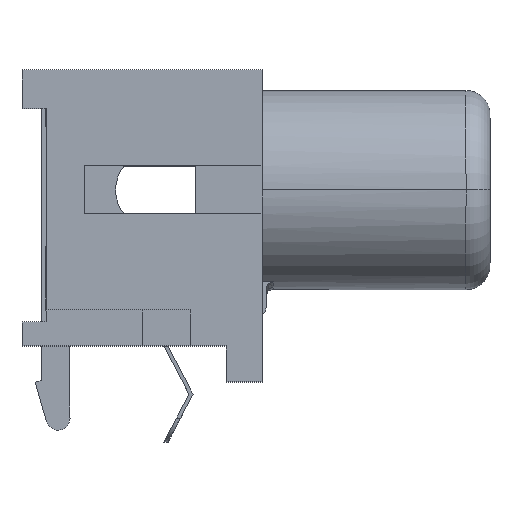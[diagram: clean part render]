
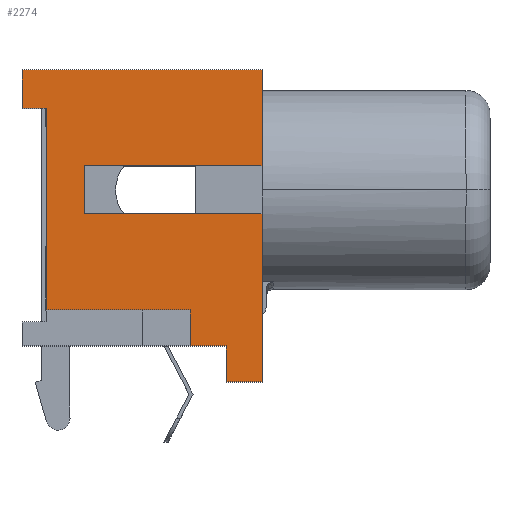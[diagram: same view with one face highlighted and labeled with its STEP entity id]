
A CAD part, top view. The second image highlights one B-rep face of the part: STEP entity #2274.
In plain terms, the highlighted planar face has unit normal (0, 0, 1).
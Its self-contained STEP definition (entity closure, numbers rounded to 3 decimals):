
#53=DIRECTION('',(0.,1.,0.));
#54=VECTOR('',#53,8.4);
#55=CARTESIAN_POINT('',(1.,-5.,5.));
#56=LINE('',#55,#54);
#192=DIRECTION('',(-1.,0.,0.));
#193=VECTOR('',#192,7.4);
#194=CARTESIAN_POINT('',(10.,-1.,5.));
#195=LINE('',#194,#193);
#204=DIRECTION('',(0.,1.,0.));
#205=VECTOR('',#204,2.);
#206=CARTESIAN_POINT('',(2.6,-1.,5.));
#207=LINE('',#206,#205);
#228=DIRECTION('',(1.,0.,0.));
#229=VECTOR('',#228,7.4);
#230=CARTESIAN_POINT('',(2.6,1.,5.));
#231=LINE('',#230,#229);
#237=DIRECTION('',(0.,-1.,0.));
#238=VECTOR('',#237,4.);
#239=CARTESIAN_POINT('',(10.,5.,5.));
#240=LINE('',#239,#238);
#241=DIRECTION('',(0.,-1.,0.));
#242=VECTOR('',#241,7.);
#243=CARTESIAN_POINT('',(10.,-1.,5.));
#244=LINE('',#243,#242);
#253=DIRECTION('',(-1.,0.,0.));
#254=VECTOR('',#253,1.5);
#255=CARTESIAN_POINT('',(10.,-8.,5.));
#256=LINE('',#255,#254);
#1231=DIRECTION('',(1.,0.,0.));
#1232=VECTOR('',#1231,6.);
#1233=CARTESIAN_POINT('',(1.,-5.,5.));
#1234=LINE('',#1233,#1232);
#1251=DIRECTION('',(0.,1.,0.));
#1252=VECTOR('',#1251,1.5);
#1253=CARTESIAN_POINT('',(7.,-6.5,5.));
#1254=LINE('',#1253,#1252);
#1259=DIRECTION('',(1.,0.,0.));
#1260=VECTOR('',#1259,1.5);
#1261=CARTESIAN_POINT('',(7.,-6.5,5.));
#1262=LINE('',#1261,#1260);
#1303=DIRECTION('',(0.,-1.,0.));
#1304=VECTOR('',#1303,1.5);
#1305=CARTESIAN_POINT('',(8.5,-6.5,5.));
#1306=LINE('',#1305,#1304);
#1319=DIRECTION('',(-1.,0.,0.));
#1320=VECTOR('',#1319,1.);
#1321=CARTESIAN_POINT('',(1.,3.4,5.));
#1322=LINE('',#1321,#1320);
#1327=DIRECTION('',(0.,-1.,0.));
#1328=VECTOR('',#1327,1.6);
#1329=CARTESIAN_POINT('',(0.,5.,5.));
#1330=LINE('',#1329,#1328);
#1339=DIRECTION('',(-1.,0.,0.));
#1340=VECTOR('',#1339,10.);
#1341=CARTESIAN_POINT('',(10.,5.,5.));
#1342=LINE('',#1341,#1340);
#1507=CARTESIAN_POINT('',(10.,-8.,5.));
#1508=VERTEX_POINT('',#1507);
#1541=CARTESIAN_POINT('',(10.,-1.,5.));
#1542=CARTESIAN_POINT('',(2.6,-1.,5.));
#1543=VERTEX_POINT('',#1541);
#1544=VERTEX_POINT('',#1542);
#1545=CARTESIAN_POINT('',(2.6,1.,5.));
#1546=VERTEX_POINT('',#1545);
#1547=CARTESIAN_POINT('',(10.,1.,5.));
#1548=VERTEX_POINT('',#1547);
#1549=CARTESIAN_POINT('',(10.,5.,5.));
#1550=CARTESIAN_POINT('',(0.,5.,5.));
#1551=VERTEX_POINT('',#1549);
#1552=VERTEX_POINT('',#1550);
#1553=CARTESIAN_POINT('',(0.,3.4,5.));
#1554=VERTEX_POINT('',#1553);
#1555=CARTESIAN_POINT('',(1.,-5.,5.));
#1556=CARTESIAN_POINT('',(7.,-5.,5.));
#1557=VERTEX_POINT('',#1555);
#1558=VERTEX_POINT('',#1556);
#1559=CARTESIAN_POINT('',(7.,-6.5,5.));
#1560=CARTESIAN_POINT('',(8.5,-6.5,5.));
#1561=VERTEX_POINT('',#1559);
#1562=VERTEX_POINT('',#1560);
#1563=CARTESIAN_POINT('',(8.5,-8.,5.));
#1564=VERTEX_POINT('',#1563);
#1629=CARTESIAN_POINT('',(1.,3.4,5.));
#1631=VERTEX_POINT('',#1629);
#2244=CARTESIAN_POINT('',(5.,-1.5,5.));
#2245=DIRECTION('',(0.,0.,1.));
#2246=DIRECTION('',(-1.,0.,0.));
#2247=AXIS2_PLACEMENT_3D('',#2244,#2245,#2246);
#2248=PLANE('',#2247);
#2250=ORIENTED_EDGE('',*,*,#2249,.T.);
#2252=ORIENTED_EDGE('',*,*,#2251,.F.);
#2254=ORIENTED_EDGE('',*,*,#2253,.F.);
#2256=ORIENTED_EDGE('',*,*,#2255,.T.);
#2258=ORIENTED_EDGE('',*,*,#2257,.F.);
#2259=ORIENTED_EDGE('',*,*,#1936,.T.);
#2261=ORIENTED_EDGE('',*,*,#2260,.T.);
#2263=ORIENTED_EDGE('',*,*,#2262,.F.);
#2265=ORIENTED_EDGE('',*,*,#2264,.F.);
#2266=ORIENTED_EDGE('',*,*,#2232,.T.);
#2267=ORIENTED_EDGE('',*,*,#2221,.F.);
#2268=ORIENTED_EDGE('',*,*,#2203,.F.);
#2269=ORIENTED_EDGE('',*,*,#2188,.F.);
#2271=ORIENTED_EDGE('',*,*,#2270,.T.);
#2272=EDGE_LOOP('',(#2250,#2252,#2254,#2256,#2258,#2259,#2261,#2263,#2265,#2266,
#2267,#2268,#2269,#2271));
#2273=FACE_OUTER_BOUND('',#2272,.F.);
#2274=ADVANCED_FACE('',(#2273),#2248,.T.);
#1936=EDGE_CURVE('',#1557,#1631,#56,.T.);
#2188=EDGE_CURVE('',#1543,#1544,#195,.T.);
#2203=EDGE_CURVE('',#1544,#1546,#207,.T.);
#2221=EDGE_CURVE('',#1546,#1548,#231,.T.);
#2232=EDGE_CURVE('',#1551,#1548,#240,.T.);
#2249=EDGE_CURVE('',#1508,#1564,#256,.T.);
#2251=EDGE_CURVE('',#1562,#1564,#1306,.T.);
#2253=EDGE_CURVE('',#1561,#1562,#1262,.T.);
#2255=EDGE_CURVE('',#1561,#1558,#1254,.T.);
#2257=EDGE_CURVE('',#1557,#1558,#1234,.T.);
#2260=EDGE_CURVE('',#1631,#1554,#1322,.T.);
#2262=EDGE_CURVE('',#1552,#1554,#1330,.T.);
#2264=EDGE_CURVE('',#1551,#1552,#1342,.T.);
#2270=EDGE_CURVE('',#1543,#1508,#244,.T.);
